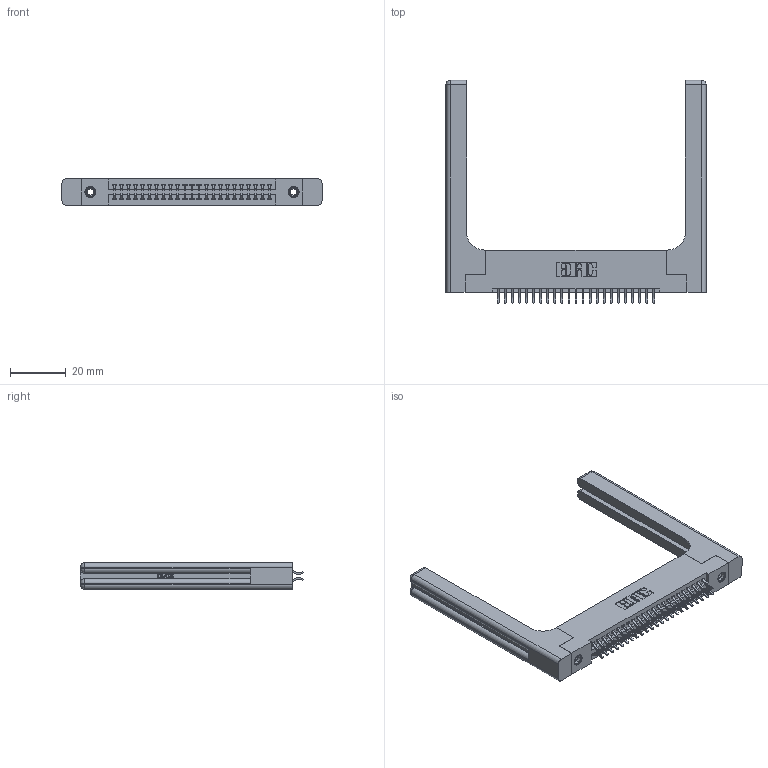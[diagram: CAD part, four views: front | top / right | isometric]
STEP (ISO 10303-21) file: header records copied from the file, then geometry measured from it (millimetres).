
FILE_DESCRIPTION (( 'STEP AP203' ), '1' );
FILE_NAME ('345-046-556-258.STEP', '2019-10-29T02:51:24', ( '' ), ( '' ), 'SwSTEP 2.0', 'SolidWorks 2016', '' );
FILE_SCHEMA (( 'CONFIG_CONTROL_DESIGN' ));
Length unit declared in the file: inch
Products named in the file (5): 345-046-556-258; 345-292-001_556 Tail; 345 Part_Flush Mounting Lugs - 0.156 Dia-TH; 345-250-001_345-250-001-102; 345-220-058_345-220-058
Assembly tree (51 placements, depth 2):
  345-046-556-258
    345 Part_Flush Mounting Lugs - 0.156 Dia-TH
    345-292-001_556 Tail  x46
    345-250-001_345-250-001-102  x2
    345-220-058_345-220-058  x2
Bounding box: 93.45 x 80.2 x 9.4 mm (x, y, z)
Volume: 17374.4 mm3; surface area: 17805.3 mm2
Topology: 51 solids, 51 shells, 2958 faces, 8689 edges, 5710 vertices
Faces by surface type: plane 1930, cylinder 968, bspline 36, cone 12, sphere 8, torus 4
Entity records: 26006 total; most frequent: CARTESIAN_POINT 5385, ORIENTED_EDGE 4104, DIRECTION 3692, EDGE_CURVE 2052, VECTOR 1728, LINE 1728, VERTEX_POINT 1358, AXIS2_PLACEMENT_3D 982
